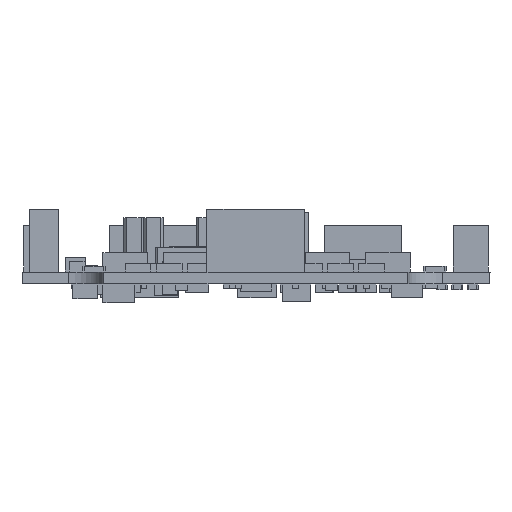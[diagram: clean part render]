
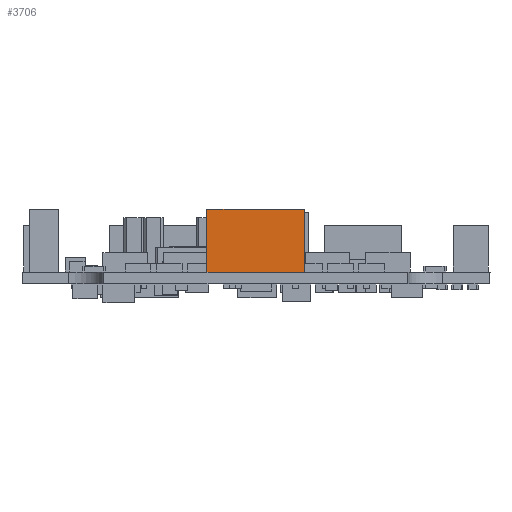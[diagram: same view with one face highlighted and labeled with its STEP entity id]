
A CAD part, front view. The second image highlights one B-rep face of the part: STEP entity #3706.
In plain terms, the highlighted planar face has unit normal (0, -1, 0).
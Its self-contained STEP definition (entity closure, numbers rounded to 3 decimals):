
#3706=ADVANCED_FACE('',(#7470),#7471,.T.);
#7470=FACE_OUTER_BOUND('',#11954,.T.);
#7471=PLANE('',#11955);
#11954=EDGE_LOOP('',(#20292,#20293,#20294,#20295));
#11955=AXIS2_PLACEMENT_3D('',#20296,#20297,#20298);
#20292=ORIENTED_EDGE('',*,*,#28051,.F.);
#20293=ORIENTED_EDGE('',*,*,#25309,.T.);
#20294=ORIENTED_EDGE('',*,*,#28052,.T.);
#20295=ORIENTED_EDGE('',*,*,#25464,.F.);
#20296=CARTESIAN_POINT('',(30.0,0.4,1.53));
#20297=DIRECTION('',(0.,-1.0,0.0));
#20298=DIRECTION('',(1.0,0.,0.0));
#25309=EDGE_CURVE('',#30065,#30067,#30069,.T.);
#25464=EDGE_CURVE('',#30327,#30329,#30330,.T.);
#28051=EDGE_CURVE('',#30065,#30327,#34220,.T.);
#28052=EDGE_CURVE('',#30067,#30329,#34221,.T.);
#30065=VERTEX_POINT('',#36800);
#30067=VERTEX_POINT('',#36803);
#30069=LINE('',#36806,#36807);
#30327=VERTEX_POINT('',#37178);
#30329=VERTEX_POINT('',#37181);
#30330=LINE('',#37182,#37183);
#34220=LINE('',#42848,#42849);
#34221=LINE('',#42850,#42851);
#36800=CARTESIAN_POINT('',(36.25,0.4,1.53));
#36803=CARTESIAN_POINT('',(36.25,0.4,9.63));
#36806=CARTESIAN_POINT('',(36.25,0.4,1.53));
#36807=VECTOR('',#44982,1.0);
#37178=CARTESIAN_POINT('',(23.75,0.4,1.53));
#37181=CARTESIAN_POINT('',(23.75,0.4,9.63));
#37182=CARTESIAN_POINT('',(23.75,0.4,1.53));
#37183=VECTOR('',#45109,1.0);
#42848=CARTESIAN_POINT('',(30.0,0.4,1.53));
#42849=VECTOR('',#47176,1.0);
#42850=CARTESIAN_POINT('',(23.75,0.4,9.63));
#42851=VECTOR('',#47177,1.0);
#44982=DIRECTION('',(0.0,0.0,1.0));
#45109=DIRECTION('',(0.0,0.0,1.0));
#47176=DIRECTION('',(-1.0,0.,0.));
#47177=DIRECTION('',(-1.0,0.,0.0));
